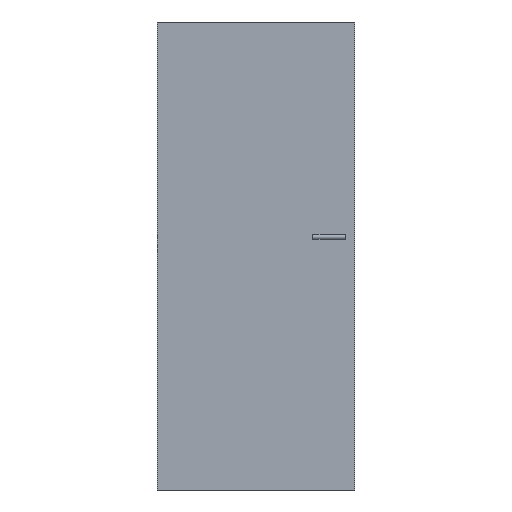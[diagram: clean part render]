
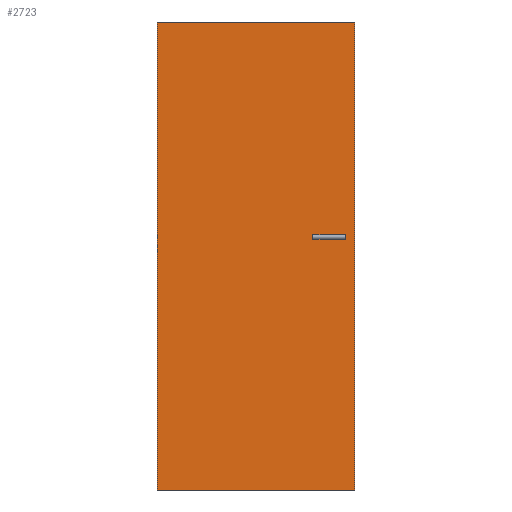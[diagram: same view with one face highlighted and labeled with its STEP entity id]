
A CAD part, left-side view. The second image highlights one B-rep face of the part: STEP entity #2723.
In plain terms, the highlighted planar face has unit normal (-1, 0, 0).
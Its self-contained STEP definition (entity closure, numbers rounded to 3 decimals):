
#28=FACE_BOUND('',#956,.T.);
#184=PLANE('',#2991);
#380=LINE('',#6639,#587);
#384=LINE('',#6647,#591);
#387=LINE('',#6653,#594);
#390=LINE('',#6658,#597);
#587=VECTOR('',#3617,10.);
#591=VECTOR('',#3623,10.);
#594=VECTOR('',#3628,10.);
#597=VECTOR('',#3633,10.);
#805=FACE_OUTER_BOUND('',#955,.T.);
#955=EDGE_LOOP('',(#2569,#2570,#2571,#2572));
#956=EDGE_LOOP('',(#2573));
#1102=CIRCLE('',#2974,9.5);
#1353=VERTEX_POINT('',#6614);
#1360=VERTEX_POINT('',#6637);
#1361=VERTEX_POINT('',#6638);
#1364=VERTEX_POINT('',#6646);
#1366=VERTEX_POINT('',#6652);
#1748=EDGE_CURVE('',#1353,#1353,#1102,.T.);
#1758=EDGE_CURVE('',#1360,#1361,#380,.T.);
#1762=EDGE_CURVE('',#1364,#1360,#384,.T.);
#1765=EDGE_CURVE('',#1366,#1364,#387,.T.);
#1768=EDGE_CURVE('',#1361,#1366,#390,.T.);
#2569=ORIENTED_EDGE('',*,*,#1768,.F.);
#2570=ORIENTED_EDGE('',*,*,#1758,.F.);
#2571=ORIENTED_EDGE('',*,*,#1762,.F.);
#2572=ORIENTED_EDGE('',*,*,#1765,.F.);
#2573=ORIENTED_EDGE('',*,*,#1748,.T.);
#2723=ADVANCED_FACE('',(#805,#28),#184,.F.);
#2974=AXIS2_PLACEMENT_3D('',#6616,#3589,#3590);
#2991=AXIS2_PLACEMENT_3D('',#6661,#3637,#3638);
#3589=DIRECTION('center_axis',(1.,0.,0.));
#3590=DIRECTION('ref_axis',(0.,1.,0.));
#3617=DIRECTION('',(0.,1.,0.));
#3623=DIRECTION('',(0.,0.,-1.));
#3628=DIRECTION('',(0.,-1.,0.));
#3633=DIRECTION('',(0.,0.,1.));
#3637=DIRECTION('center_axis',(1.,0.,0.));
#3638=DIRECTION('ref_axis',(0.,1.,0.));
#6614=CARTESIAN_POINT('',(0.,-354.5,75.));
#6616=CARTESIAN_POINT('Origin',(0.,-345.,75.));
#6637=CARTESIAN_POINT('',(0.,-390.,-925.));
#6638=CARTESIAN_POINT('',(0.,390.,-925.));
#6639=CARTESIAN_POINT('',(0.,-390.,-925.));
#6646=CARTESIAN_POINT('',(0.,-390.,925.));
#6647=CARTESIAN_POINT('',(0.,-390.,925.));
#6652=CARTESIAN_POINT('',(0.,390.,925.));
#6653=CARTESIAN_POINT('',(0.,390.,925.));
#6658=CARTESIAN_POINT('',(0.,390.,-925.));
#6661=CARTESIAN_POINT('Origin',(0.,0.,0.));
